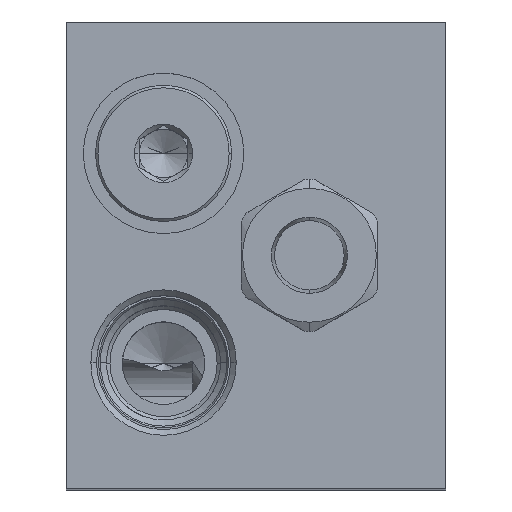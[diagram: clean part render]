
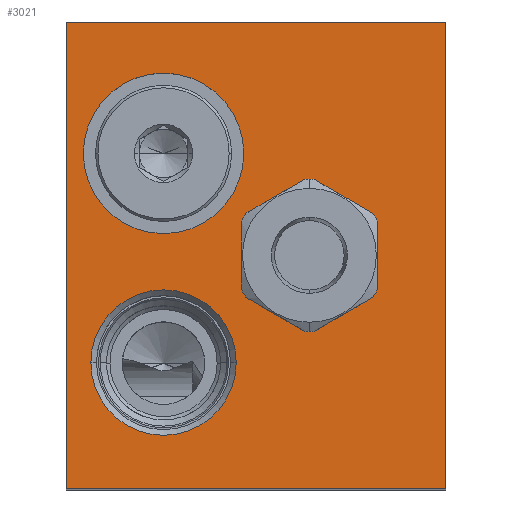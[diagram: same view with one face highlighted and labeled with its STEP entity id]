
A CAD part, top view. The second image highlights one B-rep face of the part: STEP entity #3021.
In plain terms, the highlighted planar face has unit normal (0, 0, 1).
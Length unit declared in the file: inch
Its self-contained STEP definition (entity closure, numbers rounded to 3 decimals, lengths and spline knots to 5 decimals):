
#153=DIRECTION('',(0.,-1.,0.));
#154=VECTOR('',#153,3.);
#155=CARTESIAN_POINT('',(0.,0.,3.75));
#156=LINE('',#155,#154);
#157=DIRECTION('',(-1.,0.,0.));
#158=VECTOR('',#157,2.438);
#159=CARTESIAN_POINT('',(2.438,0.,3.75));
#160=LINE('',#159,#158);
#161=DIRECTION('',(0.,1.,0.));
#162=VECTOR('',#161,3.);
#163=CARTESIAN_POINT('',(2.438,-3.,3.75));
#164=LINE('',#163,#162);
#165=DIRECTION('',(1.,0.,0.));
#166=VECTOR('',#165,2.438);
#167=CARTESIAN_POINT('',(0.,-3.,3.75));
#168=LINE('',#167,#166);
#169=CARTESIAN_POINT('',(1.562,-1.5,3.75));
#170=DIRECTION('',(0.,0.,-1.));
#171=DIRECTION('',(-1.,0.,0.));
#172=AXIS2_PLACEMENT_3D('',#169,#170,#171);
#174=CARTESIAN_POINT('',(1.562,-1.5,3.75));
#175=DIRECTION('',(0.,0.,-1.));
#176=DIRECTION('',(1.,0.,0.));
#177=AXIS2_PLACEMENT_3D('',#174,#175,#176);
#179=CARTESIAN_POINT('',(0.625,-2.188,3.75));
#180=DIRECTION('',(0.,0.,-1.));
#181=DIRECTION('',(-1.,0.,0.));
#182=AXIS2_PLACEMENT_3D('',#179,#180,#181);
#184=CARTESIAN_POINT('',(0.625,-2.188,3.75));
#185=DIRECTION('',(0.,0.,-1.));
#186=DIRECTION('',(1.,0.,0.));
#187=AXIS2_PLACEMENT_3D('',#184,#185,#186);
#189=CARTESIAN_POINT('',(0.625,-0.844,3.75));
#190=DIRECTION('',(0.,0.,-1.));
#191=DIRECTION('',(-1.,0.,0.));
#192=AXIS2_PLACEMENT_3D('',#189,#190,#191);
#194=CARTESIAN_POINT('',(0.625,-0.844,3.75));
#195=DIRECTION('',(0.,0.,-1.));
#196=DIRECTION('',(1.,0.,0.));
#197=AXIS2_PLACEMENT_3D('',#194,#195,#196);
#2522=CARTESIAN_POINT('',(0.,0.,3.75));
#2523=CARTESIAN_POINT('',(0.,-3.,3.75));
#2524=VERTEX_POINT('',#2522);
#2525=VERTEX_POINT('',#2523);
#2526=CARTESIAN_POINT('',(2.438,-3.,3.75));
#2527=VERTEX_POINT('',#2526);
#2528=CARTESIAN_POINT('',(2.438,0.,3.75));
#2529=VERTEX_POINT('',#2528);
#2566=CARTESIAN_POINT('',(1.9925,-1.5,3.75));
#2567=VERTEX_POINT('',#2566);
#2572=CARTESIAN_POINT('',(1.1315,-1.5,3.75));
#2573=VERTEX_POINT('',#2572);
#2622=CARTESIAN_POINT('',(1.092,-2.188,3.75));
#2623=VERTEX_POINT('',#2622);
#2632=CARTESIAN_POINT('',(0.158,-2.188,3.75));
#2633=VERTEX_POINT('',#2632);
#2662=CARTESIAN_POINT('',(0.1095,-0.844,3.75));
#2663=CARTESIAN_POINT('',(1.1405,-0.844,3.75));
#2664=VERTEX_POINT('',#2662);
#2665=VERTEX_POINT('',#2663);
#2992=CARTESIAN_POINT('',(0.,0.,3.75));
#2993=DIRECTION('',(0.,0.,1.));
#2994=DIRECTION('',(1.,0.,0.));
#2995=AXIS2_PLACEMENT_3D('',#2992,#2993,#2994);
#2996=PLANE('',#2995);
#2997=ORIENTED_EDGE('',*,*,#2872,.F.);
#2998=ORIENTED_EDGE('',*,*,#2923,.F.);
#2999=ORIENTED_EDGE('',*,*,#2937,.F.);
#3000=ORIENTED_EDGE('',*,*,#2986,.F.);
#3001=EDGE_LOOP('',(#2997,#2998,#2999,#3000));
#3002=FACE_OUTER_BOUND('',#3001,.F.);
#3004=ORIENTED_EDGE('',*,*,#3003,.F.);
#3006=ORIENTED_EDGE('',*,*,#3005,.F.);
#3007=EDGE_LOOP('',(#3004,#3006));
#3008=FACE_BOUND('',#3007,.F.);
#3010=ORIENTED_EDGE('',*,*,#3009,.F.);
#3012=ORIENTED_EDGE('',*,*,#3011,.F.);
#3013=EDGE_LOOP('',(#3010,#3012));
#3014=FACE_BOUND('',#3013,.F.);
#3016=ORIENTED_EDGE('',*,*,#3015,.F.);
#3018=ORIENTED_EDGE('',*,*,#3017,.F.);
#3019=EDGE_LOOP('',(#3016,#3018));
#3020=FACE_BOUND('',#3019,.F.);
#3021=ADVANCED_FACE('',(#3002,#3008,#3014,#3020),#2996,.T.);
#173=CIRCLE('',#172,0.4305);
#178=CIRCLE('',#177,0.4305);
#183=CIRCLE('',#182,0.467);
#188=CIRCLE('',#187,0.467);
#193=CIRCLE('',#192,0.5155);
#198=CIRCLE('',#197,0.5155);
#2872=EDGE_CURVE('',#2524,#2525,#156,.T.);
#2923=EDGE_CURVE('',#2529,#2524,#160,.T.);
#2937=EDGE_CURVE('',#2527,#2529,#164,.T.);
#2986=EDGE_CURVE('',#2525,#2527,#168,.T.);
#3003=EDGE_CURVE('',#2573,#2567,#173,.T.);
#3005=EDGE_CURVE('',#2567,#2573,#178,.T.);
#3009=EDGE_CURVE('',#2633,#2623,#183,.T.);
#3011=EDGE_CURVE('',#2623,#2633,#188,.T.);
#3015=EDGE_CURVE('',#2664,#2665,#193,.T.);
#3017=EDGE_CURVE('',#2665,#2664,#198,.T.);
